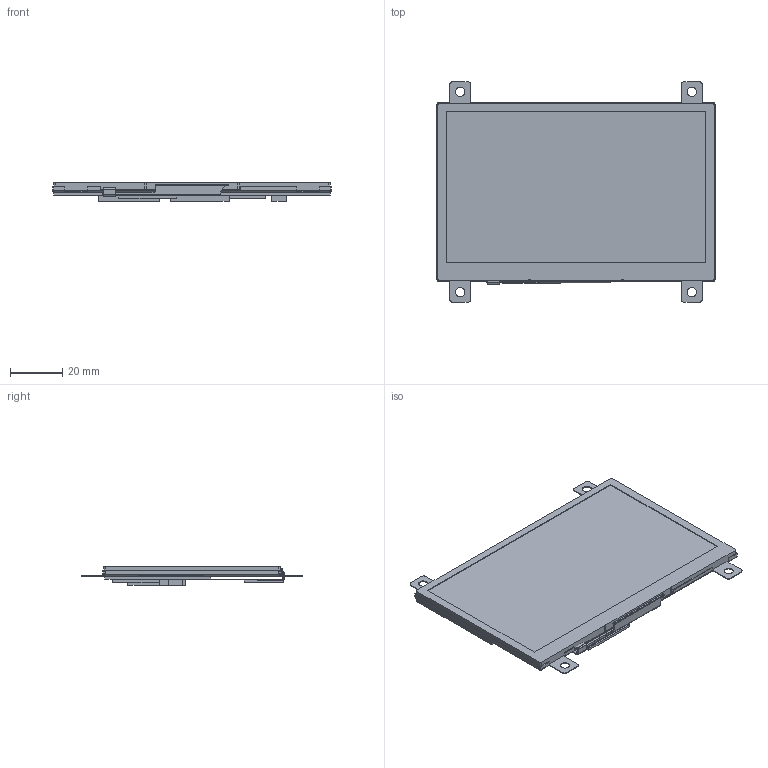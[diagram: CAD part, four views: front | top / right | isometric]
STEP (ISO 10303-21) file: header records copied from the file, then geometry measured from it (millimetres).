
FILE_DESCRIPTION(/* description */ (''),/* implementation_level */ '2;1');
FILE_NAME(/* name */ 'RVT4.3B480272CFWN00.stp',/* time_stamp */ '2019-03-17T13:26:44+01:00',/* author */ ('Adam'),/* organization */ (''),/* preprocessor_version */ 'ST-DEVELOPER v16.13',/* originating_system */ 'Autodesk Inventor 2018',/* authorisation */ '');
FILE_SCHEMA (('AUTOMOTIVE_DESIGN { 1 0 10303 214 3 1 1 }'));
Length unit declared in the file: millimetre
Products named in the file (9): RVT4.3B480272CFWN00; FR4.3A00; RVT4.3A480272TNWN00 ; Frame; component; Connector; Contact2; contacts; 43FT81X_A
Assembly tree (8 placements, depth 3):
  RVT4.3B480272CFWN00
    FR4.3A00
    RVT4.3A480272TNWN00 
      Frame
      component
      Connector
      Contact2
      contacts
    43FT81X_A
Bounding box: 106.3 x 83.98 x 7.06 mm (x, y, z)
Volume: 29830.6 mm3; surface area: 54551.3 mm2
Topology: 51 solids, 51 shells, 673 faces, 1638 edges, 1068 vertices
Faces by surface type: plane 581, cylinder 90, bspline 2
Full cylindrical faces by diameter (mm): 3.5 x4
Entity records: 19773 total; most frequent: CARTESIAN_POINT 3442, ORIENTED_EDGE 3268, DIRECTION 3186, EDGE_CURVE 1634, LINE 1454, VECTOR 1454, VERTEX_POINT 1068, AXIS2_PLACEMENT_3D 866
